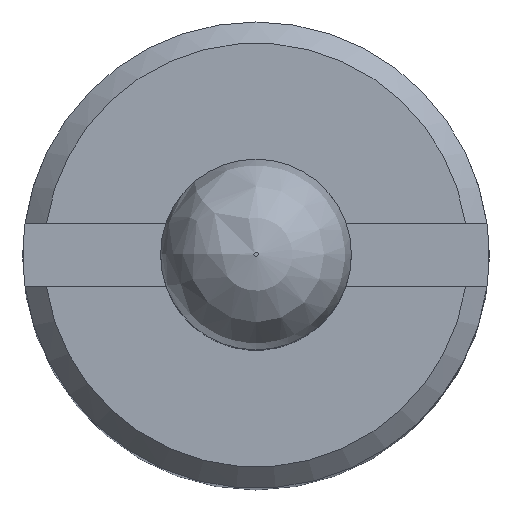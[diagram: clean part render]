
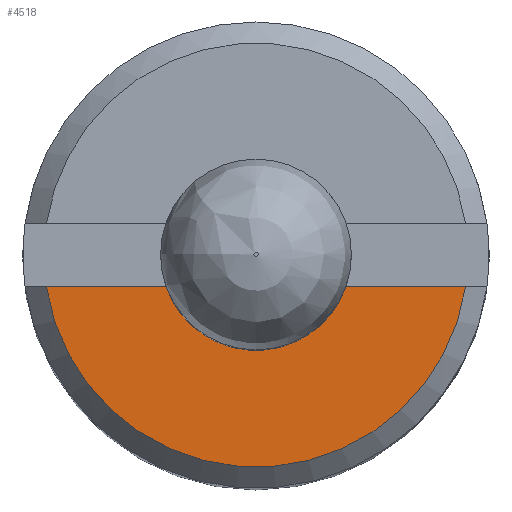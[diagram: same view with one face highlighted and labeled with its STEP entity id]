
A CAD part, top view. The second image highlights one B-rep face of the part: STEP entity #4518.
In plain terms, the highlighted face is planar.
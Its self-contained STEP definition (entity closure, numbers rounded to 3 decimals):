
#611=FACE_OUTER_BOUND('',#868,.T.);
#868=EDGE_LOOP('',(#3924,#3925,#3926,#3927));
#1163=LINE('',#10180,#1469);
#1174=LINE('',#10220,#1480);
#1469=VECTOR('',#5576,10.);
#1480=VECTOR('',#5605,10.);
#1598=CIRCLE('',#4815,4.5);
#1602=CIRCLE('',#4822,10.);
#2006=VERTEX_POINT('',#10170);
#2009=VERTEX_POINT('',#10176);
#2022=VERTEX_POINT('',#10217);
#2023=VERTEX_POINT('',#10219);
#2629=EDGE_CURVE('',#2006,#2009,#1163,.T.);
#2646=EDGE_CURVE('',#2023,#2022,#1174,.T.);
#2653=EDGE_CURVE('',#2006,#2022,#1598,.T.);
#2657=EDGE_CURVE('',#2009,#2023,#1602,.T.);
#3924=ORIENTED_EDGE('',*,*,#2646,.T.);
#3925=ORIENTED_EDGE('',*,*,#2653,.F.);
#3926=ORIENTED_EDGE('',*,*,#2629,.T.);
#3927=ORIENTED_EDGE('',*,*,#2657,.T.);
#4044=PLANE('',#4830);
#4518=ADVANCED_FACE('',(#611),#4044,.T.);
#4815=AXIS2_PLACEMENT_3D('',#10233,#5616,#5617);
#4822=AXIS2_PLACEMENT_3D('',#10241,#5630,#5631);
#4830=AXIS2_PLACEMENT_3D('',#10254,#5649,#5650);
#5576=DIRECTION('',(0.,0.,-1.));
#5605=DIRECTION('',(0.,0.,-1.));
#5616=DIRECTION('center_axis',(1.,0.,0.));
#5617=DIRECTION('ref_axis',(0.,1.,0.));
#5630=DIRECTION('center_axis',(1.,0.,0.));
#5631=DIRECTION('ref_axis',(0.,1.,0.));
#5649=DIRECTION('center_axis',(1.,0.,0.));
#5650=DIRECTION('ref_axis',(0.,0.,-1.));
#10170=CARTESIAN_POINT('',(130.,1.5,-4.243));
#10176=CARTESIAN_POINT('',(130.,1.5,-9.887));
#10180=CARTESIAN_POINT('',(130.,1.5,-5.5));
#10217=CARTESIAN_POINT('',(130.,1.5,4.243));
#10219=CARTESIAN_POINT('',(130.,1.5,9.887));
#10220=CARTESIAN_POINT('',(130.,1.5,-5.5));
#10233=CARTESIAN_POINT('Origin',(130.,0.,0.));
#10241=CARTESIAN_POINT('Origin',(130.,0.,0.));
#10254=CARTESIAN_POINT('Origin',(130.,7.25,0.));
